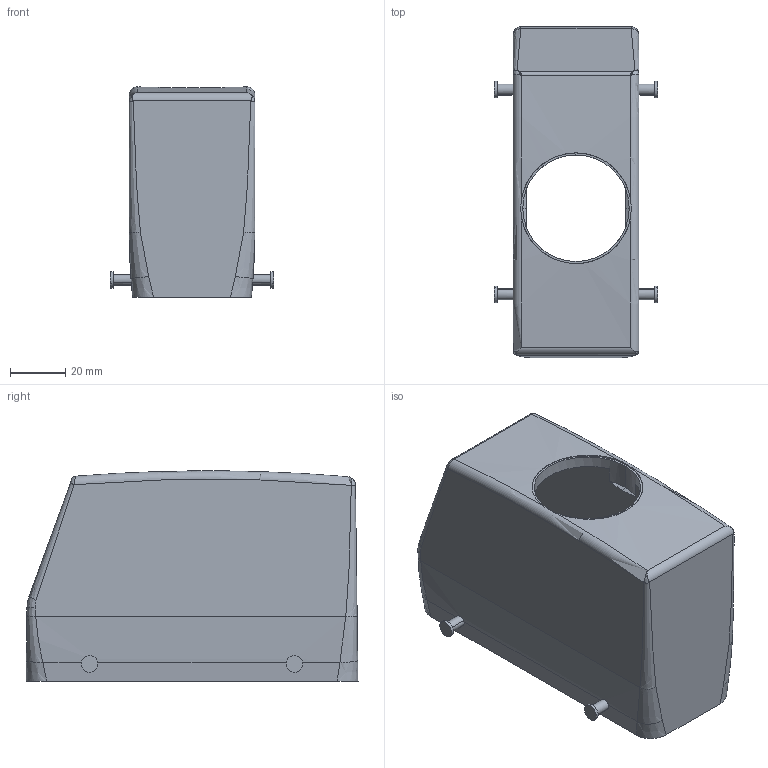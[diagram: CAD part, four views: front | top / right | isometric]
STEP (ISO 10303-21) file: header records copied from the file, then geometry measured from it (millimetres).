
FILE_DESCRIPTION(('CATIA V5 STEP Exchange','CAx-IF Rec.Pracs.--- Model Styling and Organization---1.4--- 2014-01-23'),'2;1');
FILE_NAME ('004557-2_2', '2019-10-24T08:47:42+00:00', ('none'), ('Weidmueller'), 'CATIA Version 5-6 Release 2016 SP3 HF44', 'CATIA V5 STEP AP214', 'none');
FILE_SCHEMA(('AUTOMOTIVE_DESIGN { 1 0 10303 214 1 1 1 1 }'));
Length unit declared in the file: millimetre
Products named in the file (1): 1045560000
Bounding box: 59 x 120 x 75.99 mm (x, y, z)
Volume: 117362.3 mm3; surface area: 51752 mm2
Topology: 1 solids, 1 shells, 111 faces, 283 edges, 180 vertices
Faces by surface type: cylinder 45, plane 38, bspline 22, cone 4, torus 2
Entity records: 5704 total; most frequent: CARTESIAN_POINT 3395, ORIENTED_EDGE 562, DIRECTION 301, EDGE_CURVE 281, VERTEX_POINT 180, AXIS2_PLACEMENT_3D 132, EDGE_LOOP 121, ADVANCED_FACE 111
